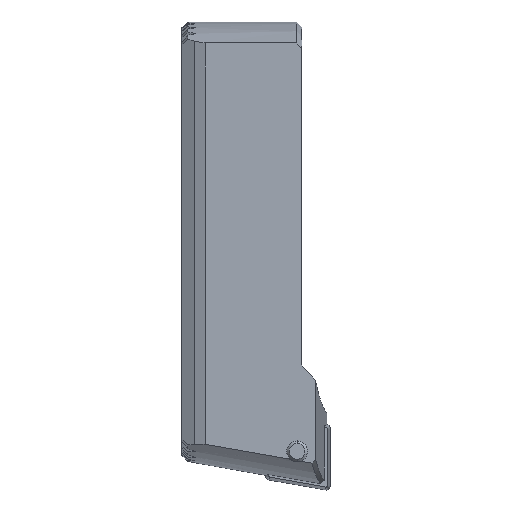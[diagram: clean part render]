
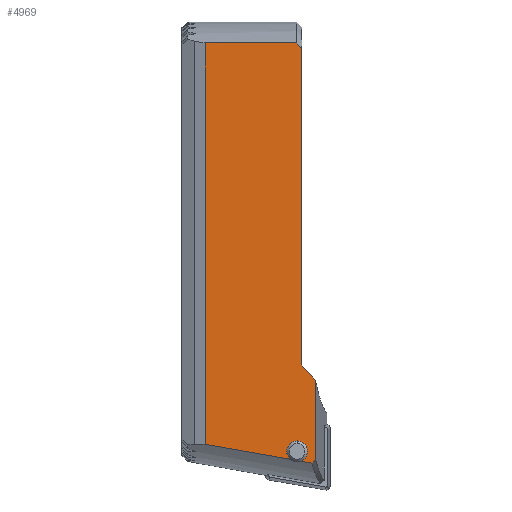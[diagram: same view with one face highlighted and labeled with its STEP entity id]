
A CAD part, front view. The second image highlights one B-rep face of the part: STEP entity #4969.
In plain terms, the highlighted planar face has unit normal (0, -1, 0).
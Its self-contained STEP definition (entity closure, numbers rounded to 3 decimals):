
#33 = CARTESIAN_POINT ( 'NONE',  ( 11.034, -9.3, 19.694 ) ) ;
#321 = CARTESIAN_POINT ( 'NONE',  ( 11.423, -9.3, -11.834 ) ) ;
#376 = EDGE_CURVE ( 'NONE', #7808, #11009, #12057, .T. ) ;
#426 = ORIENTED_EDGE ( 'NONE', *, *, #7289, .T. ) ;
#532 = VECTOR ( 'NONE', #15187, 1000. ) ;
#882 = ORIENTED_EDGE ( 'NONE', *, *, #8709, .T. ) ;
#1391 = CARTESIAN_POINT ( 'NONE',  ( 10.867, -9.3, 19.878 ) ) ;
#1769 = DIRECTION ( 'NONE',  ( 0., 1., 0. ) ) ;
#1788 = CARTESIAN_POINT ( 'NONE',  ( 12.211, -9.3, -21.236 ) ) ;
#1847 = DIRECTION ( 'NONE',  ( 0., 1., 0. ) ) ;
#1914 = DIRECTION ( 'NONE',  ( 0., 1., 0. ) ) ;
#2011 = VERTEX_POINT ( 'NONE', #9321 ) ;
#2051 = CARTESIAN_POINT ( 'NONE',  ( 10.75, -9.3, -19.054 ) ) ;
#2147 = VERTEX_POINT ( 'NONE', #3239 ) ;
#2416 = ORIENTED_EDGE ( 'NONE', *, *, #14978, .F. ) ;
#2552 = CARTESIAN_POINT ( 'NONE',  ( 1.7, -9.3, -23.875 ) ) ;
#2832 = EDGE_CURVE ( 'NONE', #4075, #16367, #8676, .T. ) ;
#2991 = VERTEX_POINT ( 'NONE', #3017 ) ;
#3017 = CARTESIAN_POINT ( 'NONE',  ( 11.2, -9.3, 19.51 ) ) ;
#3219 = CARTESIAN_POINT ( 'NONE',  ( 12.441, -9.3, -20.989 ) ) ;
#3239 = CARTESIAN_POINT ( 'NONE',  ( 12.211, -9.3, -21.236 ) ) ;
#3281 = ORIENTED_EDGE ( 'NONE', *, *, #5527, .F. ) ;
#3612 = AXIS2_PLACEMENT_3D ( 'NONE', #10375, #1914, #11764 ) ;
#4024 = FACE_OUTER_BOUND ( 'NONE', #17562, .T. ) ;
#4075 = VERTEX_POINT ( 'NONE', #18191 ) ;
#4076 = CARTESIAN_POINT ( 'NONE',  ( 11.104, -9.3, -21.04 ) ) ;
#4092 = CARTESIAN_POINT ( 'NONE',  ( 11.2, -9.3, 25.351 ) ) ;
#4124 = VECTOR ( 'NONE', #6577, 1000. ) ;
#4203 = EDGE_CURVE ( 'NONE', #16367, #17419, #9342, .T. ) ;
#4486 = CARTESIAN_POINT ( 'NONE',  ( 12.102, -9.3, -12.584 ) ) ;
#4789 = VERTEX_POINT ( 'NONE', #4076 ) ;
#4851 = LINE ( 'NONE', #12695, #15643 ) ;
#4969 = ADVANCED_FACE ( 'NONE', ( #4024 ), #8799, .F. ) ;
#5038 = CARTESIAN_POINT ( 'NONE',  ( 11.2, -9.3, -11.581 ) ) ;
#5266 = DIRECTION ( 'NONE',  ( 0., 0., -1. ) ) ;
#5527 = EDGE_CURVE ( 'NONE', #2011, #7808, #13680, .T. ) ;
#5606 = CARTESIAN_POINT ( 'NONE',  ( 10.7, -9.3, 20.063 ) ) ;
#6126 = DIRECTION ( 'NONE',  ( 0., 0., 1. ) ) ;
#6357 = ORIENTED_EDGE ( 'NONE', *, *, #4203, .T. ) ;
#6373 = CARTESIAN_POINT ( 'NONE',  ( 0.224, -9.3, -19.122 ) ) ;
#6452 = B_SPLINE_CURVE_WITH_KNOTS ( 'NONE', 3,
 ( #1788, #10238, #3219, #13045 ),
 .UNSPECIFIED., .F., .F.,
 ( 4, 4 ),
 ( 0., 1. ),
 .UNSPECIFIED. ) ;
#6577 = DIRECTION ( 'NONE',  ( 0., 0., 1. ) ) ;
#6626 = VECTOR ( 'NONE', #12041, 1000. ) ;
#6665 = CARTESIAN_POINT ( 'NONE',  ( 0.224, -9.3, -19.122 ) ) ;
#7137 = DIRECTION ( 'NONE',  ( 1., 0., 0. ) ) ;
#7289 = EDGE_CURVE ( 'NONE', #2011, #14030, #8579, .T. ) ;
#7298 = CARTESIAN_POINT ( 'NONE',  ( 12.556, -9.3, -13.082 ) ) ;
#7660 = ORIENTED_EDGE ( 'NONE', *, *, #14956, .F. ) ;
#7808 = VERTEX_POINT ( 'NONE', #14257 ) ;
#8077 = CARTESIAN_POINT ( 'NONE',  ( 12.556, -9.3, -23.875 ) ) ;
#8226 = VECTOR ( 'NONE', #6126, 1000. ) ;
#8579 = CIRCLE ( 'NONE', #3612, 1.025 ) ;
#8676 = LINE ( 'NONE', #8077, #8226 ) ;
#8709 = EDGE_CURVE ( 'NONE', #14030, #4789, #15722, .T. ) ;
#8731 = CARTESIAN_POINT ( 'NONE',  ( 11.649, -9.3, -12.084 ) ) ;
#8799 = PLANE ( 'NONE',  #14528 ) ;
#9073 = EDGE_CURVE ( 'NONE', #2147, #4789, #11754, .T. ) ;
#9232 = ORIENTED_EDGE ( 'NONE', *, *, #15082, .T. ) ;
#9283 = VECTOR ( 'NONE', #5266, 1000. ) ;
#9321 = CARTESIAN_POINT ( 'NONE',  ( 10.088, -9.3, -20.861 ) ) ;
#9342 = B_SPLINE_CURVE_WITH_KNOTS ( 'NONE', 3,
 ( #7298, #15749, #4486, #17155, #8731, #321, #10177 ),
 .UNSPECIFIED., .F., .F.,
 ( 4, 3, 4 ),
 ( 0., 0.001, 0.002 ),
 .UNSPECIFIED. ) ;
#9684 = ORIENTED_EDGE ( 'NONE', *, *, #2832, .T. ) ;
#9884 = CARTESIAN_POINT ( 'NONE',  ( 11.2, -9.3, 19.51 ) ) ;
#10177 = CARTESIAN_POINT ( 'NONE',  ( 11.2, -9.3, -11.581 ) ) ;
#10217 = CARTESIAN_POINT ( 'NONE',  ( 10.75, -9.3, -20.079 ) ) ;
#10238 = CARTESIAN_POINT ( 'NONE',  ( 12.326, -9.3, -21.112 ) ) ;
#10297 = CARTESIAN_POINT ( 'NONE',  ( 1.7, -9.3, -23.875 ) ) ;
#10375 = CARTESIAN_POINT ( 'NONE',  ( 10.75, -9.3, -20.079 ) ) ;
#11009 = VERTEX_POINT ( 'NONE', #12042 ) ;
#11176 = EDGE_CURVE ( 'NONE', #2991, #17419, #16337, .T. ) ;
#11625 = DIRECTION ( 'NONE',  ( 0., 0., 1. ) ) ;
#11693 = DIRECTION ( 'NONE',  ( 0., 0., 1. ) ) ;
#11754 = LINE ( 'NONE', #6665, #532 ) ;
#11764 = DIRECTION ( 'NONE',  ( 0., 0., 1. ) ) ;
#12041 = DIRECTION ( 'NONE',  ( -0.985, 0., 0.174 ) ) ;
#12042 = CARTESIAN_POINT ( 'NONE',  ( 1.7, -9.3, 20.063 ) ) ;
#12057 = LINE ( 'NONE', #2552, #4124 ) ;
#12089 = ORIENTED_EDGE ( 'NONE', *, *, #9073, .F. ) ;
#12344 = CARTESIAN_POINT ( 'NONE',  ( 12.556, -9.3, -13.082 ) ) ;
#12695 = CARTESIAN_POINT ( 'NONE',  ( 11.2, -9.3, 20.063 ) ) ;
#13045 = CARTESIAN_POINT ( 'NONE',  ( 12.556, -9.3, -20.865 ) ) ;
#13680 = LINE ( 'NONE', #6373, #6626 ) ;
#14030 = VERTEX_POINT ( 'NONE', #2051 ) ;
#14042 = ORIENTED_EDGE ( 'NONE', *, *, #376, .F. ) ;
#14257 = CARTESIAN_POINT ( 'NONE',  ( 1.7, -9.3, -19.382 ) ) ;
#14528 = AXIS2_PLACEMENT_3D ( 'NONE', #10297, #1847, #11693 ) ;
#14725 = ORIENTED_EDGE ( 'NONE', *, *, #11176, .F. ) ;
#14956 = EDGE_CURVE ( 'NONE', #16125, #2991, #14958, .T. ) ;
#14958 = B_SPLINE_CURVE_WITH_KNOTS ( 'NONE', 3,
 ( #5606, #1391, #33, #9884 ),
 .UNSPECIFIED., .F., .F.,
 ( 4, 4 ),
 ( 0.019, 0.02 ),
 .UNSPECIFIED. ) ;
#14978 = EDGE_CURVE ( 'NONE', #11009, #16125, #4851, .T. ) ;
#15082 = EDGE_CURVE ( 'NONE', #2147, #4075, #6452, .T. ) ;
#15187 = DIRECTION ( 'NONE',  ( -0.985, 0., 0.174 ) ) ;
#15643 = VECTOR ( 'NONE', #7137, 1000. ) ;
#15722 = CIRCLE ( 'NONE', #17616, 1.025 ) ;
#15749 = CARTESIAN_POINT ( 'NONE',  ( 12.329, -9.3, -12.833 ) ) ;
#16125 = VERTEX_POINT ( 'NONE', #16891 ) ;
#16337 = LINE ( 'NONE', #4092, #9283 ) ;
#16367 = VERTEX_POINT ( 'NONE', #12344 ) ;
#16891 = CARTESIAN_POINT ( 'NONE',  ( 10.7, -9.3, 20.063 ) ) ;
#17155 = CARTESIAN_POINT ( 'NONE',  ( 11.876, -9.3, -12.334 ) ) ;
#17419 = VERTEX_POINT ( 'NONE', #5038 ) ;
#17562 = EDGE_LOOP ( 'NONE', ( #2416, #14042, #3281, #426, #882, #12089, #9232, #9684, #6357, #14725, #7660 ) ) ;
#17616 = AXIS2_PLACEMENT_3D ( 'NONE', #10217, #1769, #11625 ) ;
#18191 = CARTESIAN_POINT ( 'NONE',  ( 12.556, -9.3, -20.865 ) ) ;
